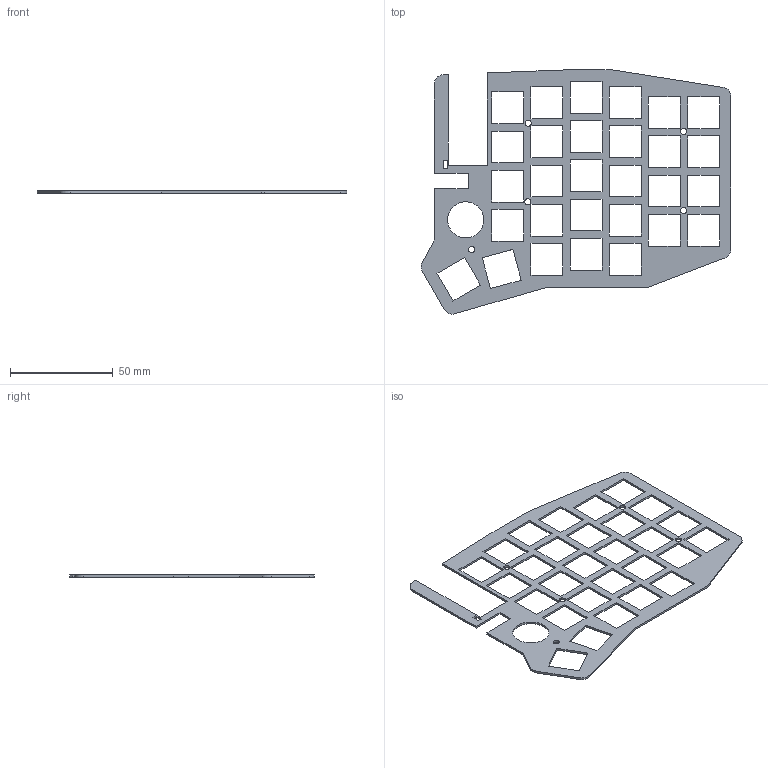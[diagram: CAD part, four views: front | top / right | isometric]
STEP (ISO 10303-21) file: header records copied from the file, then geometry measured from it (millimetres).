
FILE_DESCRIPTION(('FreeCAD Model'),'2;1');
FILE_NAME('Open CASCADE Shape Model','2023-12-20T09:57:00',(''),(''), 'Open CASCADE STEP processor 7.6','FreeCAD','Unknown');
FILE_SCHEMA(('AUTOMOTIVE_DESIGN { 1 0 10303 214 1 1 1 1 }'));
Length unit declared in the file: millimetre
Products named in the file (2): Cover Plate; Body003
Assembly tree (1 placements, depth 2):
  Cover Plate
    Body003
Bounding box: 150.63 x 118.82 x 1 mm (x, y, z)
Volume: 6851.4 mm3; surface area: 16222.9 mm2
Topology: 1 solids, 1 shells, 152 faces, 450 edges, 300 vertices
Faces by surface type: plane 140, cylinder 12
Full cylindrical faces by diameter (mm): 3 x5, 17.6 x1
Entity records: 11032 total; most frequent: CARTESIAN_POINT 1804, DIRECTION 1682, LINE 1302, VECTOR 1302, ORIENTED_EDGE 900, PCURVE 900, DEFINITIONAL_REPRESENTATION 900, EDGE_CURVE 450
